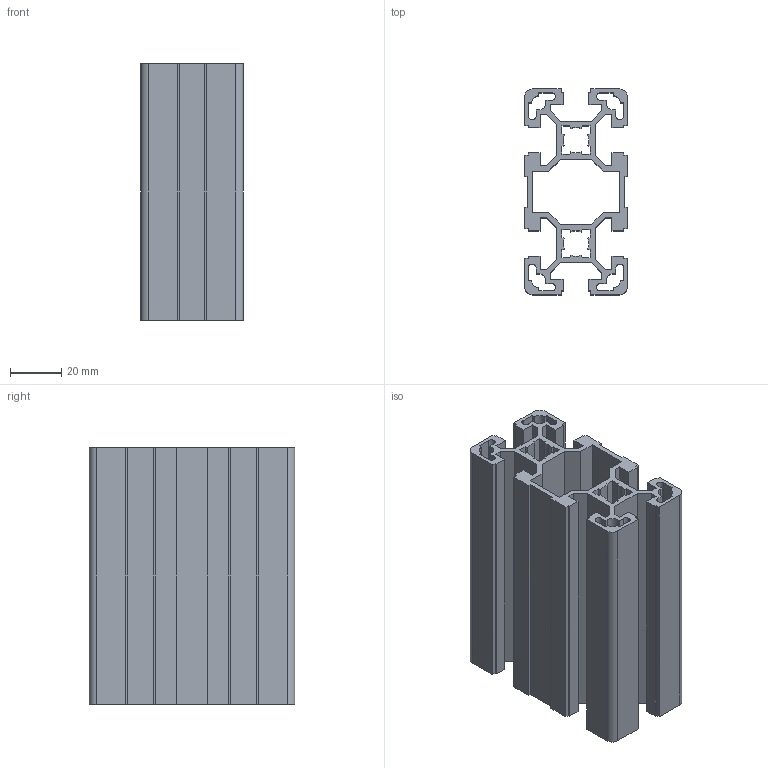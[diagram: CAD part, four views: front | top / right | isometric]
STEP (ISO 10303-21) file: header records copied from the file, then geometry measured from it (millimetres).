
FILE_DESCRIPTION (( 'STEP AP203' ), '1' );
FILE_NAME ('AL-PS-4080-A Àëþìèíèåâûé êîíñòðóêöèîííûé ïðîôèëü 40õ80 áåç ïîêðûòèÿ.STEP', '2023-11-03T05:27:46', ( '' ), ( '' ), 'SwSTEP 2.0', 'SolidWorks 2021', '' );
FILE_SCHEMA (( 'CONFIG_CONTROL_DESIGN' ));
Length unit declared in the file: millimetre
Products named in the file (1): AL-PS-4080-A Àëþìèíèåâûé êîíñòðóêöèîííûé ïðîôèëü 40õ80 áåç ïîêðûòèÿ
Bounding box: 40 x 80 x 100 mm (x, y, z)
Volume: 96718.2 mm3; surface area: 85608 mm2
Topology: 1 solids, 1 shells, 206 faces, 612 edges, 408 vertices
Faces by surface type: plane 174, cylinder 32
Entity records: 6925 total; most frequent: CARTESIAN_POINT 1227, ORIENTED_EDGE 1224, DIRECTION 1090, EDGE_CURVE 612, LINE 548, VECTOR 548, VERTEX_POINT 408, AXIS2_PLACEMENT_3D 271
